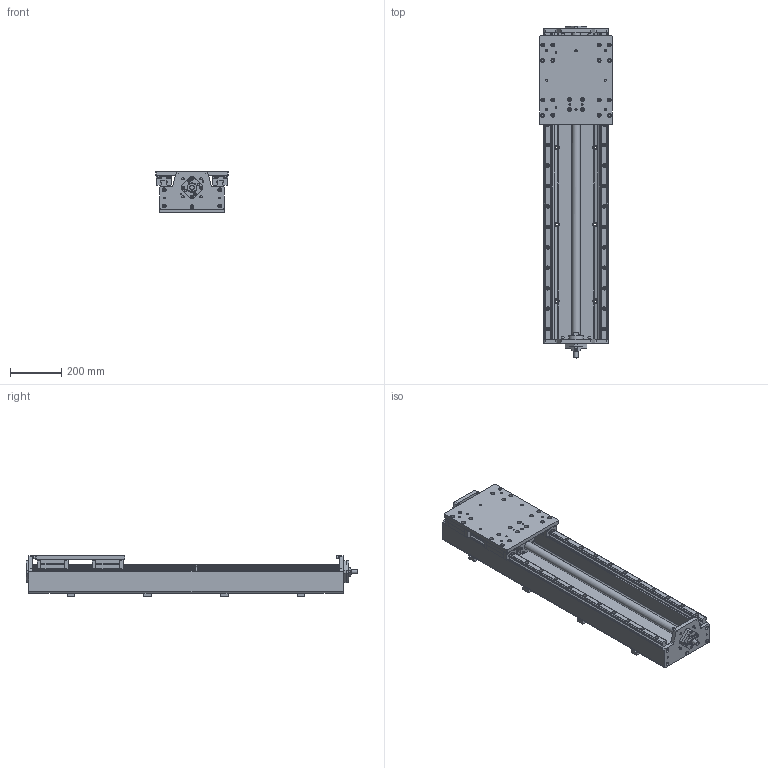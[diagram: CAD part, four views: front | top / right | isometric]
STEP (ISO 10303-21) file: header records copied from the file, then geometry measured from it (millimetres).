
FILE_DESCRIPTION((''),'2;1');
FILE_NAME('KK-HD-285-30-32XX-1200.stp','2009-03-22T20:35:54',('kurt'),(''),'Autodesk Inventor 2008','Autodesk Inventor 2008','');
FILE_SCHEMA(('AUTOMOTIVE_DESIGN { 1 0 10303 214 1 1 1 1 }'));
Length unit declared in the file: millimetre
Products named in the file (1): Part386
Bounding box: 285 x 1299 x 160 mm (x, y, z)
Volume: 18192995 mm3; surface area: 1909441 mm2
Topology: 1 solids, 13 shells, 2503 faces, 6985 edges, 4635 vertices
Faces by surface type: plane 1667, cylinder 458, bspline 247, cone 115, torus 16
Full cylindrical faces by diameter (mm): 2.459 x4, 3 x4, 3.5 x4, 4 x1, 4.917 x8, 5.5 x4, 6 x14, 6.6 x8, 6.647 x50, 8 x20, 8.376 x8, 9 x70, 10 x4, 10.106 x8, 11 x12, 14 x30, 15 x34, 17 x1, 18 x8, 19 x1, 20 x4, 23 x1, 25 x1, 26 x1, 28.64 x4, 29.082 x2, 32 x1, 33.45 x1, 37 x2, 38.36 x4
Entity records: 84569 total; most frequent: CARTESIAN_POINT 19986, ORIENTED_EDGE 12838, DIRECTION 11922, EDGE_CURVE 6419, VECTOR 4566, LINE 4566, VERTEX_POINT 4491, AXIS2_PLACEMENT_3D 3678
